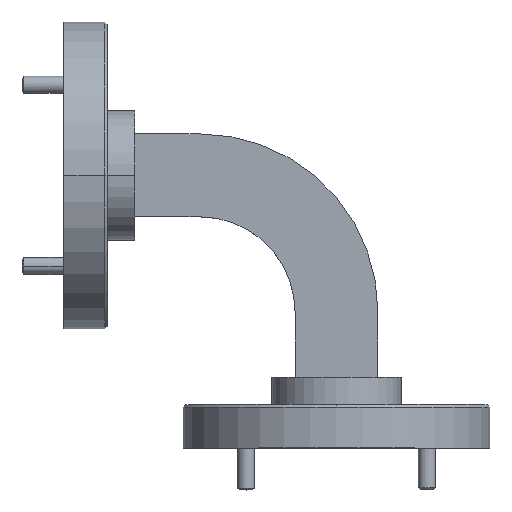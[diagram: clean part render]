
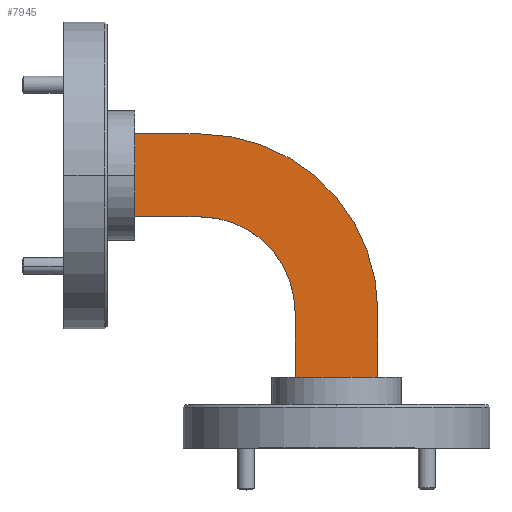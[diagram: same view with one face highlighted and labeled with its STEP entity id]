
A CAD part, top view. The second image highlights one B-rep face of the part: STEP entity #7945.
In plain terms, the highlighted planar face has unit normal (0, 0, 1).
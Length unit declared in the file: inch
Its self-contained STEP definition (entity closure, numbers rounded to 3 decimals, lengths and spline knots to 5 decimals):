
#239 = CARTESIAN_POINT ( 'NONE',  ( -2.34496, 0.71627, 0.61707 ) ) ;
#280 = EDGE_CURVE ( 'NONE', #1351, #6591, #598, .T. ) ;
#332 = CARTESIAN_POINT ( 'NONE',  ( -2.34496, 1.02027, 0.61707 ) ) ;
#344 = ORIENTED_EDGE ( 'NONE', *, *, #3379, .T. ) ;
#593 = DIRECTION ( 'NONE',  ( 0., 0., -1. ) ) ;
#598 = LINE ( 'NONE', #5487, #2671 ) ;
#622 = DIRECTION ( 'NONE',  ( 1., 0., 0. ) ) ;
#688 = VERTEX_POINT ( 'NONE', #6453 ) ;
#877 = AXIS2_PLACEMENT_3D ( 'NONE', #3364, #2873, #2312 ) ;
#1100 = EDGE_CURVE ( 'NONE', #688, #1351, #4669, .T. ) ;
#1159 = VERTEX_POINT ( 'NONE', #2217 ) ;
#1199 = ORIENTED_EDGE ( 'NONE', *, *, #280, .F. ) ;
#1263 = VERTEX_POINT ( 'NONE', #5375 ) ;
#1351 = VERTEX_POINT ( 'NONE', #239 ) ;
#1661 = VECTOR ( 'NONE', #5651, 39.37008 ) ;
#1766 = DIRECTION ( 'NONE',  ( 0., -1., 0. ) ) ;
#1936 = CARTESIAN_POINT ( 'NONE',  ( -2.10496, 0.36827, 0.61707 ) ) ;
#2090 = VERTEX_POINT ( 'NONE', #6489 ) ;
#2217 = CARTESIAN_POINT ( 'NONE',  ( -2.10496, 1.02027, 0.61707 ) ) ;
#2277 = CARTESIAN_POINT ( 'NONE',  ( -2.10496, 0.71627, 0.61707 ) ) ;
#2312 = DIRECTION ( 'NONE',  ( -1., 0., 0. ) ) ;
#2407 = FACE_OUTER_BOUND ( 'NONE', #3868, .T. ) ;
#2461 = ORIENTED_EDGE ( 'NONE', *, *, #5119, .F. ) ;
#2588 = ORIENTED_EDGE ( 'NONE', *, *, #3874, .F. ) ;
#2671 = VECTOR ( 'NONE', #6059, 39.37008 ) ;
#2873 = DIRECTION ( 'NONE',  ( 0., 0., -1. ) ) ;
#3056 = CARTESIAN_POINT ( 'NONE',  ( -1.75696, 0.36827, 0.61707 ) ) ;
#3230 = CARTESIAN_POINT ( 'NONE',  ( -2.10496, 1.02027, 0.61707 ) ) ;
#3266 = ORIENTED_EDGE ( 'NONE', *, *, #5704, .T. ) ;
#3364 = CARTESIAN_POINT ( 'NONE',  ( -2.10496, 0.36827, 0.61707 ) ) ;
#3379 = EDGE_CURVE ( 'NONE', #688, #4502, #6974, .T. ) ;
#3501 = CARTESIAN_POINT ( 'NONE',  ( -1.45296, 0.36827, 0.61707 ) ) ;
#3868 = EDGE_LOOP ( 'NONE', ( #1199, #6930, #344, #3266, #2461, #4960, #2588, #4279 ) ) ;
#3874 = EDGE_CURVE ( 'NONE', #1159, #2090, #7951, .T. ) ;
#4088 = VECTOR ( 'NONE', #4631, 39.37008 ) ;
#4175 = CARTESIAN_POINT ( 'NONE',  ( -1.75696, 0.12827, 0.61707 ) ) ;
#4185 = AXIS2_PLACEMENT_3D ( 'NONE', #1936, #593, #4422 ) ;
#4279 = ORIENTED_EDGE ( 'NONE', *, *, #6875, .T. ) ;
#4422 = DIRECTION ( 'NONE',  ( -1., 0., 0. ) ) ;
#4488 = LINE ( 'NONE', #7620, #1661 ) ;
#4502 = VERTEX_POINT ( 'NONE', #6690 ) ;
#4555 = AXIS2_PLACEMENT_3D ( 'NONE', #2277, #6812, #622 ) ;
#4631 = DIRECTION ( 'NONE',  ( -1., 0., 0. ) ) ;
#4669 = LINE ( 'NONE', #7819, #4088 ) ;
#4762 = LINE ( 'NONE', #3501, #7507 ) ;
#4766 = VERTEX_POINT ( 'NONE', #4175 ) ;
#4960 = ORIENTED_EDGE ( 'NONE', *, *, #5808, .F. ) ;
#5119 = EDGE_CURVE ( 'NONE', #1263, #4766, #4488, .T. ) ;
#5375 = CARTESIAN_POINT ( 'NONE',  ( -1.45296, 0.12827, 0.61707 ) ) ;
#5487 = CARTESIAN_POINT ( 'NONE',  ( -2.34496, 0.71627, 0.61707 ) ) ;
#5651 = DIRECTION ( 'NONE',  ( -1., 0., 0. ) ) ;
#5704 = EDGE_CURVE ( 'NONE', #4502, #4766, #7324, .T. ) ;
#5808 = EDGE_CURVE ( 'NONE', #2090, #1263, #4762, .T. ) ;
#5944 = VECTOR ( 'NONE', #1766, 39.37008 ) ;
#6059 = DIRECTION ( 'NONE',  ( 0., 1., 0. ) ) ;
#6293 = LINE ( 'NONE', #3230, #7421 ) ;
#6453 = CARTESIAN_POINT ( 'NONE',  ( -2.10496, 0.71627, 0.61707 ) ) ;
#6489 = CARTESIAN_POINT ( 'NONE',  ( -1.45296, 0.36827, 0.61707 ) ) ;
#6591 = VERTEX_POINT ( 'NONE', #332 ) ;
#6652 = PLANE ( 'NONE',  #4555 ) ;
#6690 = CARTESIAN_POINT ( 'NONE',  ( -1.75696, 0.36827, 0.61707 ) ) ;
#6812 = DIRECTION ( 'NONE',  ( 0., 0., 1. ) ) ;
#6875 = EDGE_CURVE ( 'NONE', #1159, #6591, #6293, .T. ) ;
#6930 = ORIENTED_EDGE ( 'NONE', *, *, #1100, .F. ) ;
#6974 = CIRCLE ( 'NONE', #4185, 0.348 ) ;
#7102 = DIRECTION ( 'NONE',  ( 0., -1., 0. ) ) ;
#7324 = LINE ( 'NONE', #3056, #5944 ) ;
#7383 = DIRECTION ( 'NONE',  ( -1., 0., 0. ) ) ;
#7421 = VECTOR ( 'NONE', #7383, 39.37008 ) ;
#7507 = VECTOR ( 'NONE', #7102, 39.37008 ) ;
#7620 = CARTESIAN_POINT ( 'NONE',  ( -2.10496, 0.12827, 0.61707 ) ) ;
#7819 = CARTESIAN_POINT ( 'NONE',  ( -2.10496, 0.71627, 0.61707 ) ) ;
#7945 = ADVANCED_FACE ( 'NONE', ( #2407 ), #6652, .T. ) ;
#7951 = CIRCLE ( 'NONE', #877, 0.652 ) ;
